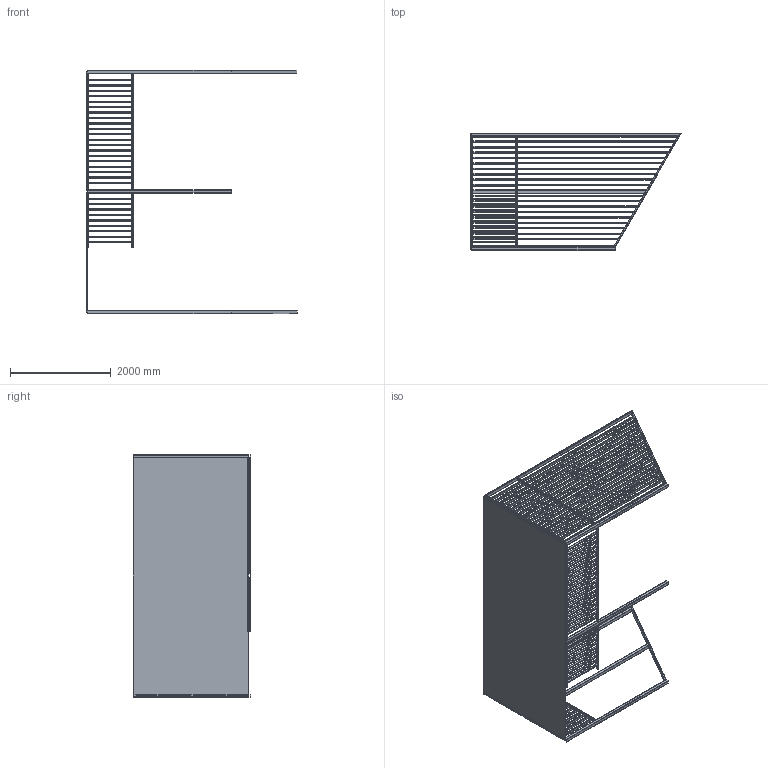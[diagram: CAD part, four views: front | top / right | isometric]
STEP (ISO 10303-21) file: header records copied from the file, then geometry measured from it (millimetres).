
FILE_DESCRIPTION(('FreeCAD Model'),'2;1');
FILE_NAME('Open CASCADE Shape Model','2025-05-01T19:09:22',('FreeCAD'),( 'FreeCAD'),'Open CASCADE STEP processor 7.6','FreeCAD','Unknown');
FILE_SCHEMA(('AUTOMOTIVE_DESIGN { 1 0 10303 214 1 1 1 1 }'));
Products named in the file (1): Open CASCADE STEP translator 7.6 1
Bounding box: 4165.88 x 2319.98 x 4829.85 mm (x, y, z)
Volume: 158633906.3 mm3; surface area: 65850620 mm2
Topology: 105 solids, 105 shells, 1879 faces, 5010 edges, 3340 vertices
Faces by surface type: bspline 1879
Entity records: 53244 total; most frequent: CARTESIAN_POINT 24205, ORIENTED_EDGE 10020, EDGE_CURVE 5010, B_SPLINE_CURVE_WITH_KNOTS 3346, VERTEX_POINT 3340, FACE_BOUND 2086, EDGE_LOOP 2086, ADVANCED_FACE 1879
